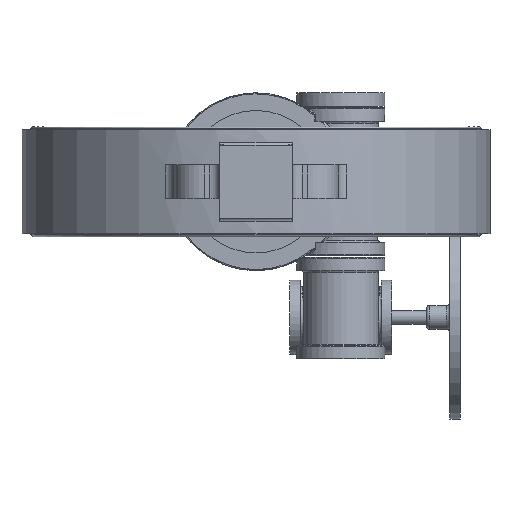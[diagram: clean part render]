
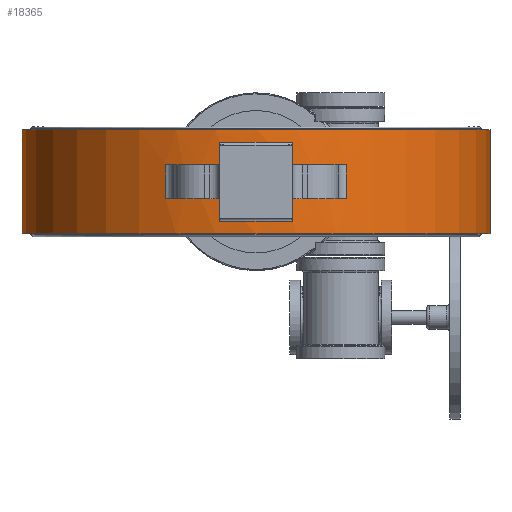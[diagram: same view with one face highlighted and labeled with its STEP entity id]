
A CAD part, front view. The second image highlights one B-rep face of the part: STEP entity #18365.
In plain terms, the highlighted cylindrical face has radius 345 mm (diameter 690 mm), a partial arc.
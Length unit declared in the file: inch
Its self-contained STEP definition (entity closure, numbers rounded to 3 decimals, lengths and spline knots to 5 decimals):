
#341 = DIRECTION ( 'NONE',  ( -1., 0., 0. ) ) ;
#1182 = DIRECTION ( 'NONE',  ( 1., 0., 0. ) ) ;
#1190 = DIRECTION ( 'NONE',  ( 0., 0., 1. ) ) ;
#1284 = ORIENTED_EDGE ( 'NONE', *, *, #12190, .F. ) ;
#1487 = FACE_OUTER_BOUND ( 'NONE', #4225, .T. ) ;
#2149 = DIRECTION ( 'NONE',  ( 0., 0., -1. ) ) ;
#2533 = EDGE_CURVE ( 'NONE', #25928, #3471, #21115, .T. ) ;
#2565 = DIRECTION ( 'NONE',  ( 0., 0., 1. ) ) ;
#2695 = CARTESIAN_POINT ( 'NONE',  ( 13.28173, 3.33234, 16.36868 ) ) ;
#3038 = EDGE_CURVE ( 'NONE', #3471, #15295, #9430, .T. ) ;
#3139 = ORIENTED_EDGE ( 'NONE', *, *, #14917, .T. ) ;
#3396 = VERTEX_POINT ( 'NONE', #6675 ) ;
#3471 = VERTEX_POINT ( 'NONE', #24881 ) ;
#4115 = VECTOR ( 'NONE', #16379, 39.37008 ) ;
#4194 = DIRECTION ( 'NONE',  ( 0., 0., 1. ) ) ;
#4225 = EDGE_LOOP ( 'NONE', ( #18358, #12495, #26279, #1284 ) ) ;
#4415 = ORIENTED_EDGE ( 'NONE', *, *, #28915, .F. ) ;
#4605 = DIRECTION ( 'NONE',  ( 1., 0., 0. ) ) ;
#4933 = DIRECTION ( 'NONE',  ( 0., 0., 1. ) ) ;
#4998 = DIRECTION ( 'NONE',  ( 0., 0., 1. ) ) ;
#5083 = CARTESIAN_POINT ( 'NONE',  ( 11.17543, 16.75071, 19.65608 ) ) ;
#5456 = CIRCLE ( 'NONE', #8316, 13.58268 ) ;
#5911 = DIRECTION ( 'NONE',  ( 0., 0., -1. ) ) ;
#5922 = ORIENTED_EDGE ( 'NONE', *, *, #8669, .T. ) ;
#6032 = VECTOR ( 'NONE', #12985, 39.37008 ) ;
#6407 = CARTESIAN_POINT ( 'NONE',  ( 5.92843, 4.22242, 20.90384 ) ) ;
#6468 = VECTOR ( 'NONE', #2149, 39.37008 ) ;
#6674 = CARTESIAN_POINT ( 'NONE',  ( 13.28173, 3.33234, 19.65608 ) ) ;
#6675 = CARTESIAN_POINT ( 'NONE',  ( 24.75811, 16.75071, 14.32144 ) ) ;
#6820 = DIRECTION ( 'NONE',  ( 0., 0., -1. ) ) ;
#7310 = EDGE_CURVE ( 'NONE', #23703, #25083, #26326, .T. ) ;
#7723 = EDGE_CURVE ( 'NONE', #3396, #19102, #23186, .T. ) ;
#7773 = EDGE_CURVE ( 'NONE', #8035, #21126, #23654, .T. ) ;
#8035 = VERTEX_POINT ( 'NONE', #2695 ) ;
#8135 = VERTEX_POINT ( 'NONE', #13586 ) ;
#8231 = FACE_BOUND ( 'NONE', #11551, .T. ) ;
#8232 = VECTOR ( 'NONE', #11507, 39.37008 ) ;
#8316 = AXIS2_PLACEMENT_3D ( 'NONE', #25296, #4998, #15815 ) ;
#8669 = EDGE_CURVE ( 'NONE', #17895, #23703, #19399, .T. ) ;
#9216 = AXIS2_PLACEMENT_3D ( 'NONE', #27266, #6820, #4605 ) ;
#9430 = CIRCLE ( 'NONE', #21716, 13.58268 ) ;
#10136 = EDGE_CURVE ( 'NONE', #28990, #3396, #24176, .T. ) ;
#10452 = CYLINDRICAL_SURFACE ( 'NONE', #25426, 13.58268 ) ;
#10814 = CARTESIAN_POINT ( 'NONE',  ( 5.92843, 4.22242, 16.36868 ) ) ;
#10825 = CARTESIAN_POINT ( 'NONE',  ( 9.06913, 3.33234, 18.33719 ) ) ;
#10855 = LINE ( 'NONE', #6407, #18654 ) ;
#11088 = CARTESIAN_POINT ( 'NONE',  ( 11.17543, 16.75071, 18.33719 ) ) ;
#11106 = ORIENTED_EDGE ( 'NONE', *, *, #20867, .T. ) ;
#11389 = DIRECTION ( 'NONE',  ( 0., 0., 1. ) ) ;
#11507 = DIRECTION ( 'NONE',  ( 0., 0., 1. ) ) ;
#11547 = DIRECTION ( 'NONE',  ( 1., 0., 0. ) ) ;
#11551 = EDGE_LOOP ( 'NONE', ( #17657, #24178, #17618, #11106, #5922, #13115, #20982, #4415, #20133, #12623, #3139, #19575 ) ) ;
#11618 = VERTEX_POINT ( 'NONE', #25084 ) ;
#11745 = DIRECTION ( 'NONE',  ( -1., 0., 0. ) ) ;
#11779 = DIRECTION ( 'NONE',  ( 0., 0., -1. ) ) ;
#12190 = EDGE_CURVE ( 'NONE', #11618, #19102, #22958, .T. ) ;
#12209 = CARTESIAN_POINT ( 'NONE',  ( 9.06913, 3.33234, 16.36868 ) ) ;
#12495 = ORIENTED_EDGE ( 'NONE', *, *, #10136, .T. ) ;
#12512 = DIRECTION ( 'NONE',  ( 1., 0., 0. ) ) ;
#12623 = ORIENTED_EDGE ( 'NONE', *, *, #3038, .T. ) ;
#12985 = DIRECTION ( 'NONE',  ( 0., 0., -1. ) ) ;
#13115 = ORIENTED_EDGE ( 'NONE', *, *, #7310, .T. ) ;
#13586 = CARTESIAN_POINT ( 'NONE',  ( 16.42244, 4.22242, 16.36868 ) ) ;
#13618 = CARTESIAN_POINT ( 'NONE',  ( 13.28173, 3.33234, 20.90384 ) ) ;
#13708 = CARTESIAN_POINT ( 'NONE',  ( -2.40724, 16.75071, 20.90384 ) ) ;
#13784 = CARTESIAN_POINT ( 'NONE',  ( 13.28173, 3.33234, 18.33719 ) ) ;
#13835 = CARTESIAN_POINT ( 'NONE',  ( 11.17543, 16.75071, 15.04979 ) ) ;
#14414 = AXIS2_PLACEMENT_3D ( 'NONE', #11088, #11389, #341 ) ;
#14469 = AXIS2_PLACEMENT_3D ( 'NONE', #28142, #5911, #16859 ) ;
#14917 = EDGE_CURVE ( 'NONE', #15295, #16900, #15568, .T. ) ;
#15295 = VERTEX_POINT ( 'NONE', #6674 ) ;
#15357 = LINE ( 'NONE', #13708, #8232 ) ;
#15370 = CARTESIAN_POINT ( 'NONE',  ( 24.75811, 16.75071, 20.38443 ) ) ;
#15568 = LINE ( 'NONE', #13618, #6468 ) ;
#15815 = DIRECTION ( 'NONE',  ( -1., 0., 0. ) ) ;
#16094 = CARTESIAN_POINT ( 'NONE',  ( 24.75811, 16.75071, 20.90384 ) ) ;
#16218 = DIRECTION ( 'NONE',  ( 1., 0., 0. ) ) ;
#16219 = CIRCLE ( 'NONE', #9216, 13.58268 ) ;
#16379 = DIRECTION ( 'NONE',  ( 0., 0., 1. ) ) ;
#16792 = DIRECTION ( 'NONE',  ( 0., 0., 1. ) ) ;
#16859 = DIRECTION ( 'NONE',  ( 1., 0., 0. ) ) ;
#16900 = VERTEX_POINT ( 'NONE', #13784 ) ;
#17556 = VECTOR ( 'NONE', #23977, 39.37008 ) ;
#17618 = ORIENTED_EDGE ( 'NONE', *, *, #7773, .T. ) ;
#17657 = ORIENTED_EDGE ( 'NONE', *, *, #17956, .T. ) ;
#17750 = CIRCLE ( 'NONE', #14414, 13.58268 ) ;
#17875 = CARTESIAN_POINT ( 'NONE',  ( 16.42244, 4.22242, 18.33719 ) ) ;
#17884 = CARTESIAN_POINT ( 'NONE',  ( 9.06913, 3.33234, 15.04979 ) ) ;
#17895 = VERTEX_POINT ( 'NONE', #17884 ) ;
#17956 = EDGE_CURVE ( 'NONE', #20735, #8135, #28873, .T. ) ;
#18358 = ORIENTED_EDGE ( 'NONE', *, *, #28947, .F. ) ;
#18365 = ADVANCED_FACE ( 'NONE', ( #1487, #8231 ), #10452, .T. ) ;
#18654 = VECTOR ( 'NONE', #4194, 39.37008 ) ;
#18912 = DIRECTION ( 'NONE',  ( 0., 0., -1. ) ) ;
#19102 = VERTEX_POINT ( 'NONE', #15370 ) ;
#19189 = DIRECTION ( 'NONE',  ( 0., 0., 1. ) ) ;
#19399 = LINE ( 'NONE', #26342, #17556 ) ;
#19509 = EDGE_CURVE ( 'NONE', #25083, #20518, #10855, .T. ) ;
#19575 = ORIENTED_EDGE ( 'NONE', *, *, #20066, .T. ) ;
#20066 = EDGE_CURVE ( 'NONE', #16900, #20735, #17750, .T. ) ;
#20076 = CARTESIAN_POINT ( 'NONE',  ( 13.28173, 3.33234, 15.04979 ) ) ;
#20133 = ORIENTED_EDGE ( 'NONE', *, *, #2533, .T. ) ;
#20518 = VERTEX_POINT ( 'NONE', #21777 ) ;
#20735 = VERTEX_POINT ( 'NONE', #17875 ) ;
#20867 = EDGE_CURVE ( 'NONE', #21126, #17895, #27677, .T. ) ;
#20982 = ORIENTED_EDGE ( 'NONE', *, *, #19509, .T. ) ;
#21115 = LINE ( 'NONE', #23933, #21264 ) ;
#21126 = VERTEX_POINT ( 'NONE', #20076 ) ;
#21137 = VECTOR ( 'NONE', #18912, 39.37008 ) ;
#21264 = VECTOR ( 'NONE', #1190, 39.37008 ) ;
#21716 = AXIS2_PLACEMENT_3D ( 'NONE', #5083, #4933, #11745 ) ;
#21777 = CARTESIAN_POINT ( 'NONE',  ( 5.92843, 4.22242, 18.33719 ) ) ;
#22332 = CARTESIAN_POINT ( 'NONE',  ( 16.42244, 4.22242, 20.90384 ) ) ;
#22802 = CARTESIAN_POINT ( 'NONE',  ( 11.17543, 16.75071, 14.32144 ) ) ;
#22958 = CIRCLE ( 'NONE', #25811, 13.58268 ) ;
#23186 = LINE ( 'NONE', #16094, #4115 ) ;
#23654 = LINE ( 'NONE', #27812, #21137 ) ;
#23703 = VERTEX_POINT ( 'NONE', #12209 ) ;
#23933 = CARTESIAN_POINT ( 'NONE',  ( 9.06913, 3.33234, 20.90384 ) ) ;
#23977 = DIRECTION ( 'NONE',  ( 0., 0., 1. ) ) ;
#24176 = CIRCLE ( 'NONE', #27035, 13.58268 ) ;
#24178 = ORIENTED_EDGE ( 'NONE', *, *, #25206, .F. ) ;
#24881 = CARTESIAN_POINT ( 'NONE',  ( 9.06913, 3.33234, 19.65608 ) ) ;
#25083 = VERTEX_POINT ( 'NONE', #10814 ) ;
#25084 = CARTESIAN_POINT ( 'NONE',  ( -2.40724, 16.75071, 20.38443 ) ) ;
#25206 = EDGE_CURVE ( 'NONE', #8035, #8135, #5456, .T. ) ;
#25296 = CARTESIAN_POINT ( 'NONE',  ( 11.17543, 16.75071, 16.36868 ) ) ;
#25426 = AXIS2_PLACEMENT_3D ( 'NONE', #26003, #16792, #12512 ) ;
#25811 = AXIS2_PLACEMENT_3D ( 'NONE', #27940, #19189, #1182 ) ;
#25928 = VERTEX_POINT ( 'NONE', #10825 ) ;
#26003 = CARTESIAN_POINT ( 'NONE',  ( 11.17543, 16.75071, 20.90384 ) ) ;
#26279 = ORIENTED_EDGE ( 'NONE', *, *, #7723, .T. ) ;
#26326 = CIRCLE ( 'NONE', #14469, 13.58268 ) ;
#26342 = CARTESIAN_POINT ( 'NONE',  ( 9.06913, 3.33234, 20.90384 ) ) ;
#27035 = AXIS2_PLACEMENT_3D ( 'NONE', #22802, #2565, #11547 ) ;
#27266 = CARTESIAN_POINT ( 'NONE',  ( 11.17543, 16.75071, 18.33719 ) ) ;
#27665 = CARTESIAN_POINT ( 'NONE',  ( -2.40724, 16.75071, 14.32144 ) ) ;
#27677 = CIRCLE ( 'NONE', #28608, 13.58268 ) ;
#27812 = CARTESIAN_POINT ( 'NONE',  ( 13.28173, 3.33234, 20.90384 ) ) ;
#27940 = CARTESIAN_POINT ( 'NONE',  ( 11.17543, 16.75071, 20.38443 ) ) ;
#28142 = CARTESIAN_POINT ( 'NONE',  ( 11.17543, 16.75071, 16.36868 ) ) ;
#28608 = AXIS2_PLACEMENT_3D ( 'NONE', #13835, #11779, #16218 ) ;
#28873 = LINE ( 'NONE', #22332, #6032 ) ;
#28915 = EDGE_CURVE ( 'NONE', #25928, #20518, #16219, .T. ) ;
#28947 = EDGE_CURVE ( 'NONE', #28990, #11618, #15357, .T. ) ;
#28990 = VERTEX_POINT ( 'NONE', #27665 ) ;
